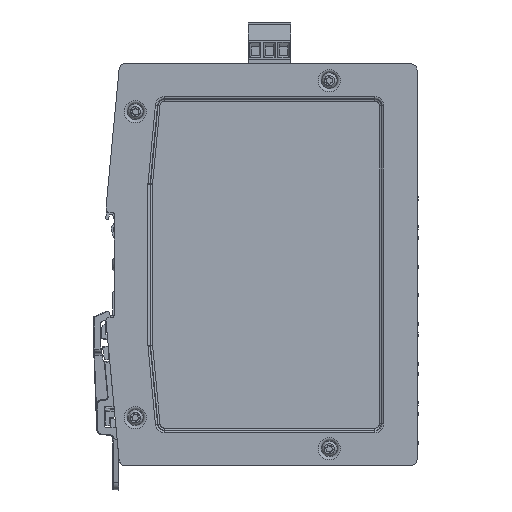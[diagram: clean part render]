
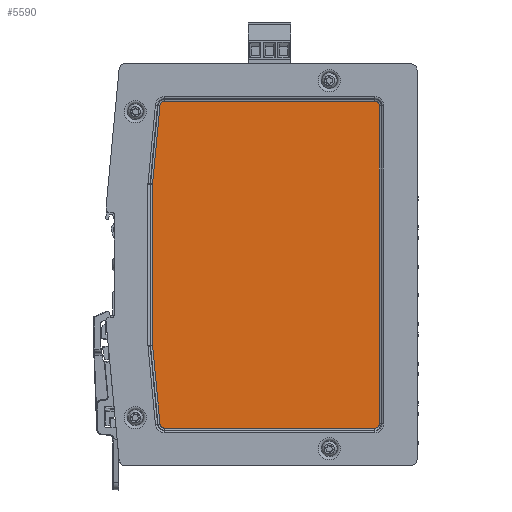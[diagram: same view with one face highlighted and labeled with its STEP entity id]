
A CAD part, left-side view. The second image highlights one B-rep face of the part: STEP entity #5590.
In plain terms, the highlighted planar face has unit normal (-1, 0, 0).
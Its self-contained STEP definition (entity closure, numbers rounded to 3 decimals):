
#2296=CIRCLE('',#43507,1.586);
#2298=CIRCLE('',#43510,1.586);
#2303=CIRCLE('',#43518,1.586);
#2305=CIRCLE('',#43521,1.586);
#2310=CIRCLE('',#43529,1.586);
#2312=CIRCLE('',#43532,1.586);
#3768=PLANE('',#43541);
#5590=ADVANCED_FACE('',(#8317),#3768,.T.);
#8317=FACE_OUTER_BOUND('',#10773,.T.);
#10773=EDGE_LOOP('',(#21202,#21203,#21204,#21205,#21206,#21207,#21208,#21209,
#21210,#21211,#21212,#21213));
#21202=ORIENTED_EDGE('',*,*,#32502,.F.);
#21203=ORIENTED_EDGE('',*,*,#32506,.F.);
#21204=ORIENTED_EDGE('',*,*,#32511,.F.);
#21205=ORIENTED_EDGE('',*,*,#32516,.F.);
#21206=ORIENTED_EDGE('',*,*,#32521,.F.);
#21207=ORIENTED_EDGE('',*,*,#32526,.F.);
#21208=ORIENTED_EDGE('',*,*,#32528,.F.);
#21209=ORIENTED_EDGE('',*,*,#32524,.F.);
#21210=ORIENTED_EDGE('',*,*,#32519,.F.);
#21211=ORIENTED_EDGE('',*,*,#32514,.F.);
#21212=ORIENTED_EDGE('',*,*,#32509,.F.);
#21213=ORIENTED_EDGE('',*,*,#32504,.F.);
#27055=VERTEX_POINT('',#83214);
#27056=VERTEX_POINT('',#83216);
#27057=VERTEX_POINT('',#83220);
#27059=VERTEX_POINT('',#83225);
#27060=VERTEX_POINT('',#83230);
#27062=VERTEX_POINT('',#83235);
#27063=VERTEX_POINT('',#83240);
#27065=VERTEX_POINT('',#83245);
#27066=VERTEX_POINT('',#83250);
#27068=VERTEX_POINT('',#83255);
#27069=VERTEX_POINT('',#83260);
#27071=VERTEX_POINT('',#83265);
#32502=EDGE_CURVE('',#27056,#27055,#36354,.T.);
#32504=EDGE_CURVE('',#27055,#27057,#2296,.T.);
#32506=EDGE_CURVE('',#27059,#27056,#2298,.T.);
#32509=EDGE_CURVE('',#27057,#27060,#36355,.T.);
#32511=EDGE_CURVE('',#27062,#27059,#36356,.T.);
#32514=EDGE_CURVE('',#27060,#27063,#2303,.T.);
#32516=EDGE_CURVE('',#27065,#27062,#2305,.T.);
#32519=EDGE_CURVE('',#27063,#27066,#36358,.T.);
#32521=EDGE_CURVE('',#27068,#27065,#36359,.T.);
#32524=EDGE_CURVE('',#27066,#27069,#2310,.T.);
#32526=EDGE_CURVE('',#27071,#27068,#2312,.T.);
#32528=EDGE_CURVE('',#27069,#27071,#36361,.T.);
#36354=LINE('',#83217,#40113);
#36355=LINE('',#83231,#40114);
#36356=LINE('',#83236,#40115);
#36358=LINE('',#83251,#40117);
#36359=LINE('',#83256,#40118);
#36361=LINE('',#83269,#40120);
#40113=VECTOR('',#52923,1.);
#40114=VECTOR('',#52942,1.);
#40115=VECTOR('',#52947,1.);
#40117=VECTOR('',#52967,1.);
#40118=VECTOR('',#52972,1.);
#40120=VECTOR('',#52990,1.);
#43507=AXIS2_PLACEMENT_3D('',#83221,#52928,#52929);
#43510=AXIS2_PLACEMENT_3D('',#83226,#52934,#52935);
#43518=AXIS2_PLACEMENT_3D('',#83241,#52953,#52954);
#43521=AXIS2_PLACEMENT_3D('',#83246,#52959,#52960);
#43529=AXIS2_PLACEMENT_3D('',#83261,#52978,#52979);
#43532=AXIS2_PLACEMENT_3D('',#83266,#52984,#52985);
#43541=AXIS2_PLACEMENT_3D('',#83282,#53009,#53010);
#52923=DIRECTION('',(0.,-1.,0.));
#52928=DIRECTION('',(1.,0.,0.));
#52929=DIRECTION('',(0.,-0.707,0.707));
#52934=DIRECTION('',(1.,0.,0.));
#52935=DIRECTION('',(0.,0.673,0.74));
#52942=DIRECTION('',(0.,0.,-1.));
#52947=DIRECTION('',(0.,-0.094,0.996));
#52953=DIRECTION('',(1.,0.,0.));
#52954=DIRECTION('',(0.,-0.707,-0.707));
#52959=DIRECTION('',(1.,0.,0.));
#52960=DIRECTION('',(0.,0.999,0.047));
#52967=DIRECTION('',(0.,1.,0.));
#52972=DIRECTION('',(0.,0.,1.));
#52978=DIRECTION('',(1.,0.,0.));
#52979=DIRECTION('',(0.,0.673,-0.74));
#52984=DIRECTION('',(1.,0.,0.));
#52985=DIRECTION('',(0.,0.999,-0.047));
#52990=DIRECTION('',(0.,0.094,0.996));
#53009=DIRECTION('',(-1.,0.,0.));
#53010=DIRECTION('',(0.,0.,1.));
#83214=CARTESIAN_POINT('',(-0.2,-38.1,57.686));
#83216=CARTESIAN_POINT('',(-0.2,36.188,57.686));
#83217=CARTESIAN_POINT('',(-0.2,36.188,57.686));
#83220=CARTESIAN_POINT('',(-0.2,-39.686,56.1));
#83221=CARTESIAN_POINT('',(-0.2,-38.1,56.1));
#83225=CARTESIAN_POINT('',(-0.2,37.767,56.249));
#83226=CARTESIAN_POINT('',(-0.2,36.188,56.1));
#83230=CARTESIAN_POINT('',(-0.2,-39.686,-56.1));
#83231=CARTESIAN_POINT('',(-0.2,-39.686,56.1));
#83235=CARTESIAN_POINT('',(-0.2,40.379,28.62));
#83236=CARTESIAN_POINT('',(-0.2,40.379,28.62));
#83240=CARTESIAN_POINT('',(-0.2,-38.1,-57.686));
#83241=CARTESIAN_POINT('',(-0.2,-38.1,-56.1));
#83245=CARTESIAN_POINT('',(-0.2,40.386,28.47));
#83246=CARTESIAN_POINT('',(-0.2,38.8,28.47));
#83250=CARTESIAN_POINT('',(-0.2,36.188,-57.686));
#83251=CARTESIAN_POINT('',(-0.2,-38.1,-57.686));
#83255=CARTESIAN_POINT('',(-0.2,40.386,-28.47));
#83256=CARTESIAN_POINT('',(-0.2,40.386,-28.47));
#83260=CARTESIAN_POINT('',(-0.2,37.767,-56.249));
#83261=CARTESIAN_POINT('',(-0.2,36.188,-56.1));
#83265=CARTESIAN_POINT('',(-0.2,40.379,-28.62));
#83266=CARTESIAN_POINT('',(-0.2,38.8,-28.47));
#83269=CARTESIAN_POINT('',(-0.2,37.767,-56.249));
#83282=CARTESIAN_POINT('',(-0.2,-0.396,0.));
